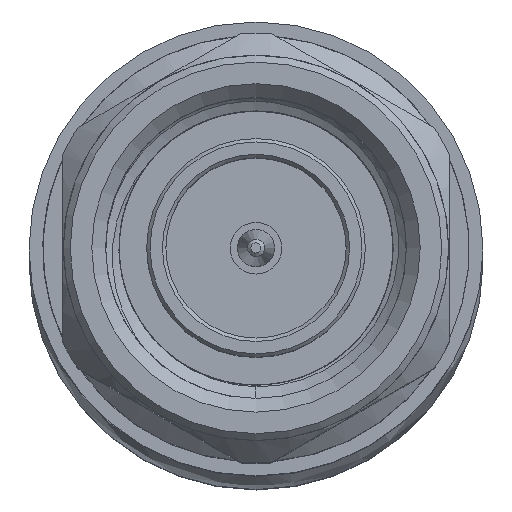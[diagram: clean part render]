
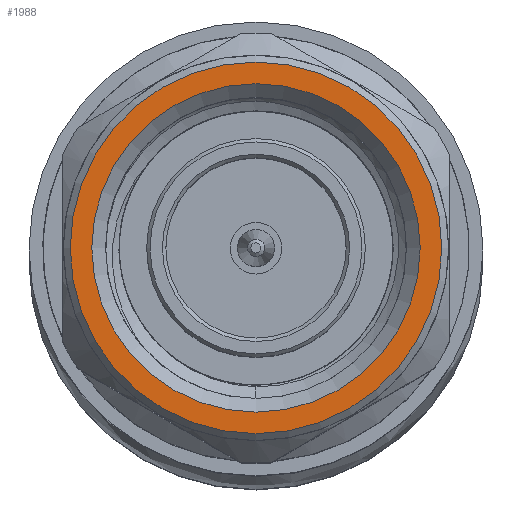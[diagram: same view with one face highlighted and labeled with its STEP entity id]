
A CAD part, top view. The second image highlights one B-rep face of the part: STEP entity #1988.
In plain terms, the highlighted face is planar.
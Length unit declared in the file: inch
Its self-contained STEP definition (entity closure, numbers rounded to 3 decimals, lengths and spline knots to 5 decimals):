
#66 = DIRECTION ( 'NONE',  ( 1., 0., 0. ) ) ;
#73 = FACE_BOUND ( 'NONE', #2960, .T. ) ;
#349 = DIRECTION ( 'NONE',  ( 0., -1., 0. ) ) ;
#518 = CARTESIAN_POINT ( 'NONE',  ( 0., -0.23875, 0. ) ) ;
#610 = CARTESIAN_POINT ( 'NONE',  ( 0., 0., 0. ) ) ;
#632 = EDGE_LOOP ( 'NONE', ( #1965 ) ) ;
#646 = AXIS2_PLACEMENT_3D ( 'NONE', #1160, #2209, #2431 ) ;
#733 = ORIENTED_EDGE ( 'NONE', *, *, #3275, .T. ) ;
#765 = CIRCLE ( 'NONE', #1363, 0.23875 ) ;
#989 = CARTESIAN_POINT ( 'NONE',  ( 0., 0., 0. ) ) ;
#1160 = CARTESIAN_POINT ( 'NONE',  ( 0., 0.2701, 0. ) ) ;
#1191 = DIRECTION ( 'NONE',  ( 0., -1., 0. ) ) ;
#1258 = AXIS2_PLACEMENT_3D ( 'NONE', #989, #2500, #1191 ) ;
#1259 = FACE_OUTER_BOUND ( 'NONE', #632, .T. ) ;
#1363 = AXIS2_PLACEMENT_3D ( 'NONE', #610, #66, #349 ) ;
#1409 = PLANE ( 'NONE',  #646 ) ;
#1833 = VERTEX_POINT ( 'NONE', #2578 ) ;
#1965 = ORIENTED_EDGE ( 'NONE', *, *, #2793, .T. ) ;
#1988 = ADVANCED_FACE ( 'NONE', ( #1259, #73 ), #1409, .F. ) ;
#2209 = DIRECTION ( 'NONE',  ( 1., 0., 0. ) ) ;
#2431 = DIRECTION ( 'NONE',  ( 0., 1., 0. ) ) ;
#2475 = CIRCLE ( 'NONE', #1258, 0.2701 ) ;
#2500 = DIRECTION ( 'NONE',  ( -1., 0., 0. ) ) ;
#2578 = CARTESIAN_POINT ( 'NONE',  ( 0., -0.2701, 0. ) ) ;
#2793 = EDGE_CURVE ( 'NONE', #1833, #1833, #2475, .T. ) ;
#2848 = VERTEX_POINT ( 'NONE', #518 ) ;
#2960 = EDGE_LOOP ( 'NONE', ( #733 ) ) ;
#3275 = EDGE_CURVE ( 'NONE', #2848, #2848, #765, .T. ) ;
